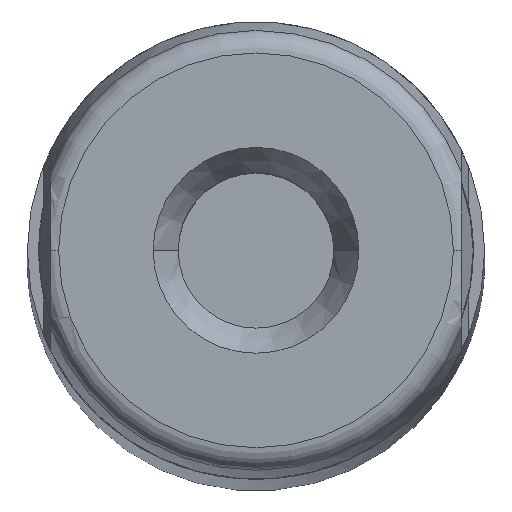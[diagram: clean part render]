
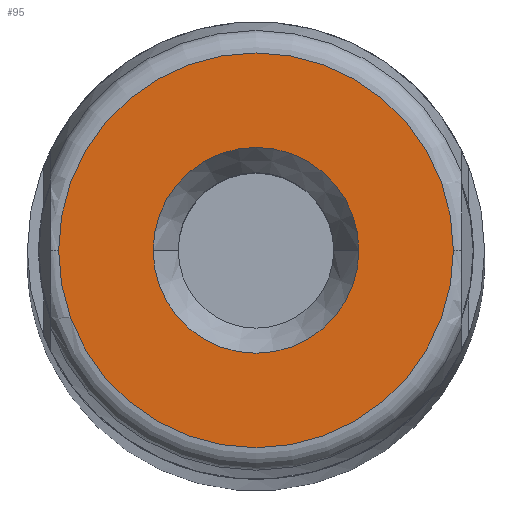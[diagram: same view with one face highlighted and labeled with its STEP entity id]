
A CAD part, top view. The second image highlights one B-rep face of the part: STEP entity #95.
In plain terms, the highlighted planar face has unit normal (0, 0, 1).
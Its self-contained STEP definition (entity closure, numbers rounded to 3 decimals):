
#78 = ORIENTED_EDGE ( 'NONE', *, *, #79, .T. ) ;
#79 = EDGE_CURVE ( 'NONE', #1411, #1409, #515, .T. ) ;
#95 = ADVANCED_FACE ( 'NONE', ( #531, #530 ), #529, .F. ) ;
#96 = EDGE_LOOP ( 'NONE', ( #97, #99 ) ) ;
#97 = ORIENTED_EDGE ( 'NONE', *, *, #98, .F. ) ;
#98 = EDGE_CURVE ( 'NONE', #214, #207, #524, .T. ) ;
#99 = ORIENTED_EDGE ( 'NONE', *, *, #220, .F. ) ;
#100 = EDGE_LOOP ( 'NONE', ( #101, #78 ) ) ;
#101 = ORIENTED_EDGE ( 'NONE', *, *, #1412, .T. ) ;
#207 = VERTEX_POINT ( 'NONE', #790 ) ;
#214 = VERTEX_POINT ( 'NONE', #773 ) ;
#220 = EDGE_CURVE ( 'NONE', #207, #214, #828, .T. ) ;
#511 = DIRECTION ( 'NONE',  ( 1., 0., 0. ) ) ;
#512 = DIRECTION ( 'NONE',  ( 0., 0., 1. ) ) ;
#513 = CARTESIAN_POINT ( 'NONE',  ( 0., 0., 0. ) ) ;
#514 = AXIS2_PLACEMENT_3D ( 'NONE', #513, #512, #511 ) ;
#515 = CIRCLE ( 'NONE', #514, 8.632 ) ;
#520 = DIRECTION ( 'NONE',  ( 1., 0., 0. ) ) ;
#521 = DIRECTION ( 'NONE',  ( 0., 0., 1. ) ) ;
#522 = CARTESIAN_POINT ( 'NONE',  ( 0., 0., 0. ) ) ;
#523 = AXIS2_PLACEMENT_3D ( 'NONE', #522, #521, #520 ) ;
#524 = CIRCLE ( 'NONE', #523, 4.5 ) ;
#525 = DIRECTION ( 'NONE',  ( -1., 0., 0. ) ) ;
#526 = DIRECTION ( 'NONE',  ( 0., 0., -1. ) ) ;
#527 = CARTESIAN_POINT ( 'NONE',  ( 0., 0., 0. ) ) ;
#528 = AXIS2_PLACEMENT_3D ( 'NONE', #527, #526, #525 ) ;
#529 = PLANE ( 'NONE',  #528 ) ;
#530 = FACE_OUTER_BOUND ( 'NONE', #100, .T. ) ;
#531 = FACE_BOUND ( 'NONE', #96, .T. ) ;
#773 = CARTESIAN_POINT ( 'NONE',  ( 4.5, 0., 0. ) ) ;
#790 = CARTESIAN_POINT ( 'NONE',  ( -4.5, 0., 0. ) ) ;
#810 = DIRECTION ( 'NONE',  ( 1., 0., 0. ) ) ;
#811 = DIRECTION ( 'NONE',  ( 0., 0., 1. ) ) ;
#826 = CARTESIAN_POINT ( 'NONE',  ( 0., 0., 0. ) ) ;
#827 = AXIS2_PLACEMENT_3D ( 'NONE', #826, #811, #810 ) ;
#828 = CIRCLE ( 'NONE', #827, 4.5 ) ;
#1071 = DIRECTION ( 'NONE',  ( 1., 0., 0. ) ) ;
#1072 = DIRECTION ( 'NONE',  ( 0., 0., 1. ) ) ;
#1073 = CARTESIAN_POINT ( 'NONE',  ( 0., 0., 0. ) ) ;
#1074 = AXIS2_PLACEMENT_3D ( 'NONE', #1073, #1072, #1071 ) ;
#1075 = CIRCLE ( 'NONE', #1074, 8.632 ) ;
#1076 = CARTESIAN_POINT ( 'NONE',  ( -8.632, 0., 0. ) ) ;
#1077 = CARTESIAN_POINT ( 'NONE',  ( 8.632, 0., 0. ) ) ;
#1409 = VERTEX_POINT ( 'NONE', #1077 ) ;
#1411 = VERTEX_POINT ( 'NONE', #1076 ) ;
#1412 = EDGE_CURVE ( 'NONE', #1409, #1411, #1075, .T. ) ;
